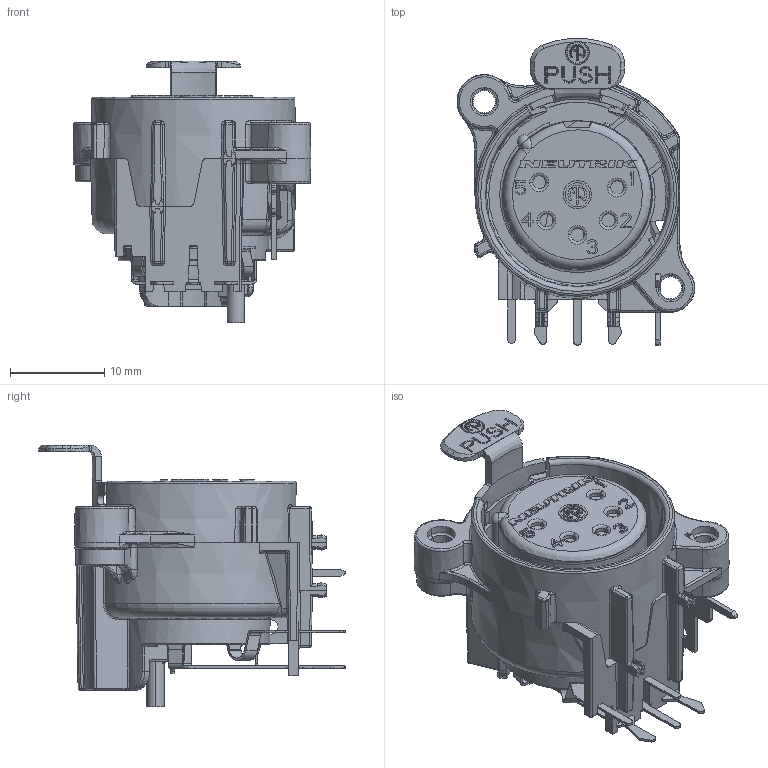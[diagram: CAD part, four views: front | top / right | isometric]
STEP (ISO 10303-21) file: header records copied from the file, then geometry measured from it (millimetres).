
FILE_DESCRIPTION((''),'2;1');
FILE_NAME('30011650','2024-07-24T07:23:33',('SYSTEM'),(''),'CREO PARAMETRIC BY PTC INC, 2023424','CREO PARAMETRIC BY PTC INC, 2023424','');
FILE_SCHEMA(('CONFIG_CONTROL_DESIGN'));
Products named in the file (1): 30011650
Bounding box: 25.3 x 32.61 x 27.86 mm (x, y, z)
Volume: 5423.2 mm3; surface area: 5473.2 mm2
Topology: 1 solids, 6 shells, 2179 faces, 5648 edges, 3484 vertices
Faces by surface type: plane 1135, cylinder 431, bspline 331, torus 127, cone 83, sphere 60, extrusion 12
Entity records: 78221 total; most frequent: CARTESIAN_POINT 27567, ORIENTED_EDGE 11290, DIRECTION 9559, EDGE_CURVE 5645, VERTEX_POINT 3484, VECTOR 3323, LINE 3311, AXIS2_PLACEMENT_3D 3118
